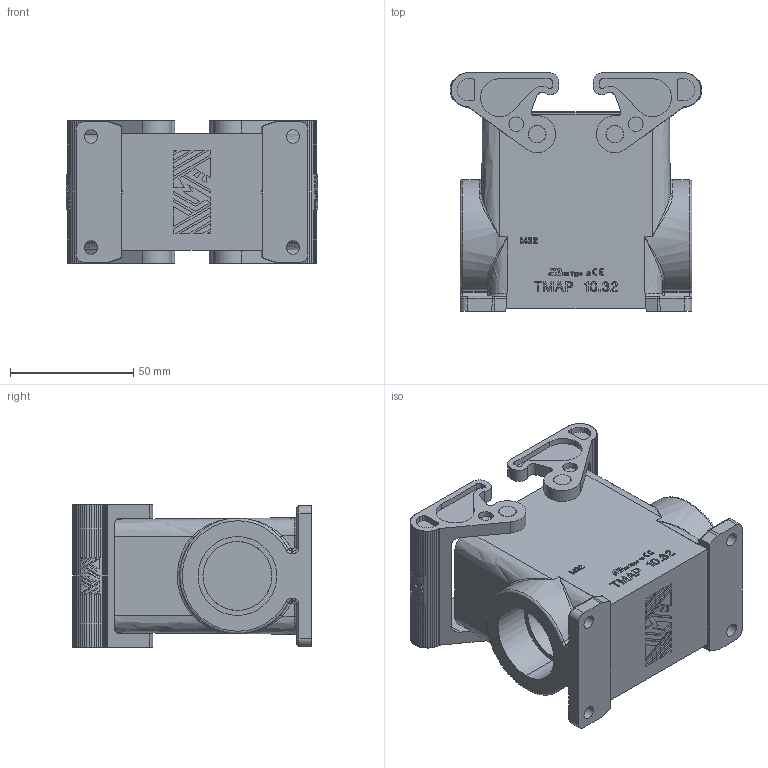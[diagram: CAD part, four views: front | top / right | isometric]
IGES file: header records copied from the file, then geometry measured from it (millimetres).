
Start section: Elysium IGES Interface
Global section: file name:TMAP 10.32.igs; native system: SolidDesigner 16.00A  16-Aug-2008; preprocessor: CoCreate IGES_3D V2.2; author: Unknown; organization: Unknown; date: 20090216.100004; units: millimetre
Bounding box: 102.1 x 96.9 x 58 mm (x, y, z)
Volume: 176937.6 mm3; surface area: 64852.2 mm2
Topology: 3 solids, 11 shells, 1649 faces, 4629 edges, 3047 vertices
Faces by surface type: bspline 1649
